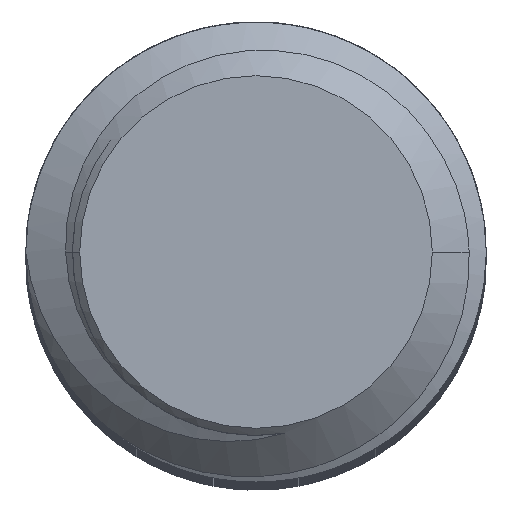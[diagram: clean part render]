
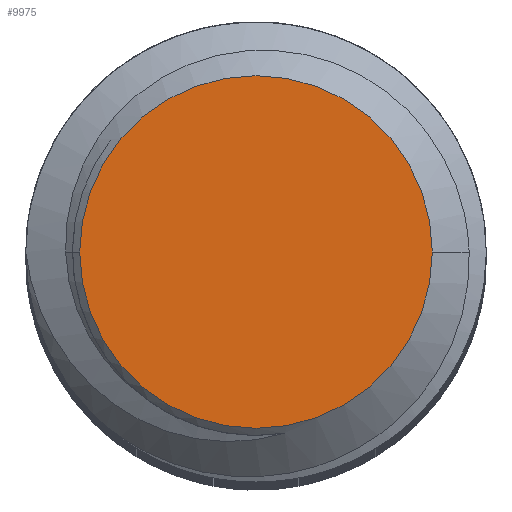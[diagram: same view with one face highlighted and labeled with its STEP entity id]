
A CAD part, top view. The second image highlights one B-rep face of the part: STEP entity #9975.
In plain terms, the highlighted planar face has unit normal (0, 0, 1).
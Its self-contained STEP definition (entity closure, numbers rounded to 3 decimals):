
#85 = AXIS2_PLACEMENT_3D ( 'NONE', #5513, #6750, #15334 ) ;
#180 = EDGE_CURVE ( 'NONE', #10381, #14606, #7585, .T. ) ;
#756 = DIRECTION ( 'NONE',  ( 0., 0., 1. ) ) ;
#2254 = DIRECTION ( 'NONE',  ( 1., 0., 0. ) ) ;
#3415 = CARTESIAN_POINT ( 'NONE',  ( 0., 0., 0. ) ) ;
#4290 = CARTESIAN_POINT ( 'NONE',  ( -3.062, 0., 0. ) ) ;
#5513 = CARTESIAN_POINT ( 'NONE',  ( 0., 0., 0. ) ) ;
#6368 = EDGE_CURVE ( 'NONE', #14606, #10381, #15493, .T. ) ;
#6508 = ORIENTED_EDGE ( 'NONE', *, *, #180, .T. ) ;
#6750 = DIRECTION ( 'NONE',  ( 0., 0., 1. ) ) ;
#7305 = ORIENTED_EDGE ( 'NONE', *, *, #6368, .T. ) ;
#7364 = DIRECTION ( 'NONE',  ( 1., 0., 0. ) ) ;
#7374 = FACE_OUTER_BOUND ( 'NONE', #9748, .T. ) ;
#7585 = CIRCLE ( 'NONE', #9527, 3.062 ) ;
#7650 = CARTESIAN_POINT ( 'NONE',  ( 3.062, 0., 0. ) ) ;
#8560 = CARTESIAN_POINT ( 'NONE',  ( 0., 0., 0. ) ) ;
#9527 = AXIS2_PLACEMENT_3D ( 'NONE', #3415, #756, #2254 ) ;
#9748 = EDGE_LOOP ( 'NONE', ( #7305, #6508 ) ) ;
#9975 = ADVANCED_FACE ( 'NONE', ( #7374 ), #12875, .T. ) ;
#10381 = VERTEX_POINT ( 'NONE', #7650 ) ;
#12256 = DIRECTION ( 'NONE',  ( 0., 0., 1. ) ) ;
#12875 = PLANE ( 'NONE',  #85 ) ;
#14285 = AXIS2_PLACEMENT_3D ( 'NONE', #8560, #12256, #7364 ) ;
#14606 = VERTEX_POINT ( 'NONE', #4290 ) ;
#15334 = DIRECTION ( 'NONE',  ( 1., 0., 0. ) ) ;
#15493 = CIRCLE ( 'NONE', #14285, 3.062 ) ;
